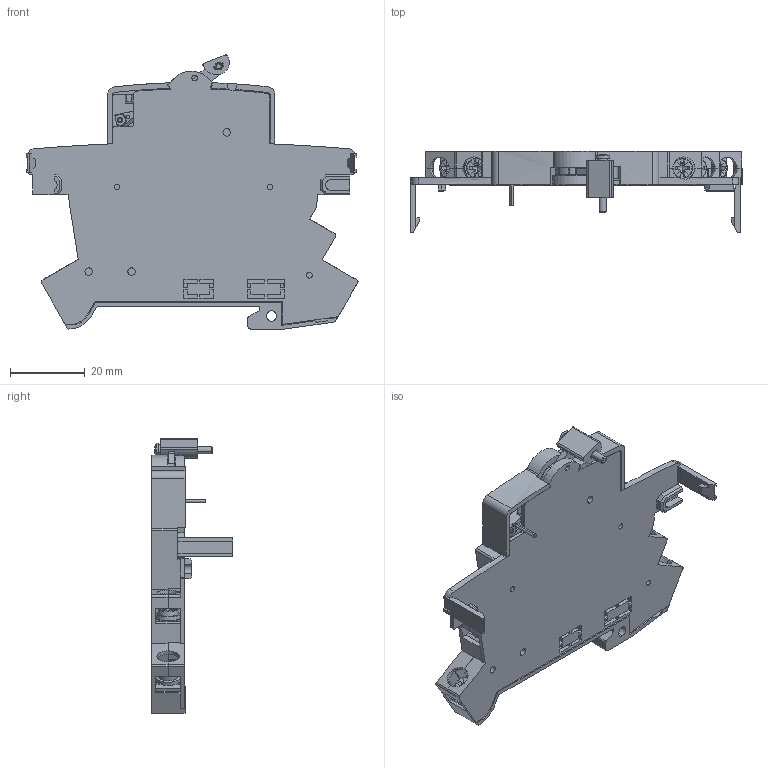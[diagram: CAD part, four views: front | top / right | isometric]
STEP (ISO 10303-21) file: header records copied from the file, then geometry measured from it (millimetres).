
FILE_DESCRIPTION((''),'2;1');
FILE_NAME('DHI_11_IGES_ASM','2011-11-21T',('DEU121775'),(''),'PRO/ENGINEER BY PARAMETRIC TECHNOLOGY CORPORATION, 2011080','PRO/ENGINEER BY PARAMETRIC TECHNOLOGY CORPORATION, 2011080','');
FILE_SCHEMA(('AUTOMOTIVE_DESIGN_CC2 { 1 2 10303 214 -1 1 5 2 }'));
Products named in the file (13): K01012_001_MODEL; K01015_001_MODEL; K01017_001_MODEL; K01033_001_MODEL; K00262_001_MODEL; K01042_001_MODEL; K01079_001_MODEL; K01080_001_MODEL_ASM; K01082_001_MODEL; K01084_001_MODEL; K00366_001_MODEL; K01328_001_MODEL; DHI_11_IGES_ASM
Assembly tree (19 placements, depth 3):
  DHI_11_IGES_ASM
    K01012_001_MODEL
    K01015_001_MODEL  x3
    K01017_001_MODEL  x2
    K01033_001_MODEL  x5
    K00262_001_MODEL
    K01080_001_MODEL_ASM
      K01042_001_MODEL
      K01079_001_MODEL
    K01082_001_MODEL
    K01084_001_MODEL
    K00366_001_MODEL
    K01328_001_MODEL
Bounding box: 88.98 x 21.85 x 73.48 mm (x, y, z)
Volume: 1796.9 mm3; surface area: 30057 mm2
Topology: 13 solids, 18 shells, 1879 faces, 5319 edges, 3512 vertices
Faces by surface type: plane 1255, cylinder 483, cone 79, torus 28, bspline 20, sphere 14
Entity records: 66894 total; most frequent: CARTESIAN_POINT 12207, ORIENTED_EDGE 8466, DIRECTION 8151, PRESENTATION_STYLE_ASSIGNMENT 4499, STYLED_ITEM 4271, CURVE_STYLE 4260, EDGE_CURVE 4260, VECTOR 3003
